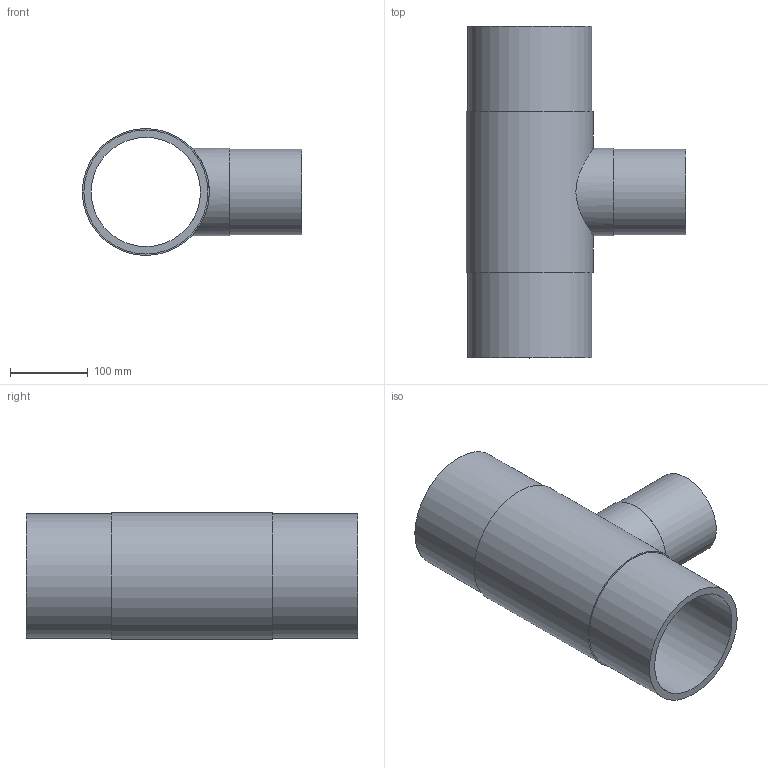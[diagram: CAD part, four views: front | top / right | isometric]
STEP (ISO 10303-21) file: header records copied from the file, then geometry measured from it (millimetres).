
FILE_DESCRIPTION(('Beschreibung'),'1');
FILE_NAME('25.20.01.063_red._SDR_17_PE100_160_110_160.STP', '2014-09-15T05:46:20',('Author'), ('Organization'), 'KCM Version 1.1.794.0', 'Kubotek KeyCreator', 'Authorization');
FILE_SCHEMA(('CONFIG_CONTROL_DESIGN'));
Length unit declared in the file: millimetre
Bounding box: 282.9 x 428 x 163.8 mm (x, y, z)
Volume: 2325680.4 mm3; surface area: 489818.4 mm2
Topology: 1 solids, 1 shells, 13 faces, 40 edges, 47 vertices
Faces by surface type: cylinder 7, plane 6
Full cylindrical faces by diameter (mm): 96.8 x1, 110 x1, 112.64 x1, 141 x1, 160 x2, 163.8 x1
Entity records: 750 total; most frequent: CARTESIAN_POINT 327, DIRECTION 77, ORIENTED_EDGE 48, AXIS2_PLACEMENT_3D 28, EDGE_CURVE 24, VECTOR 21, LINE 21, EDGE_LOOP 21
